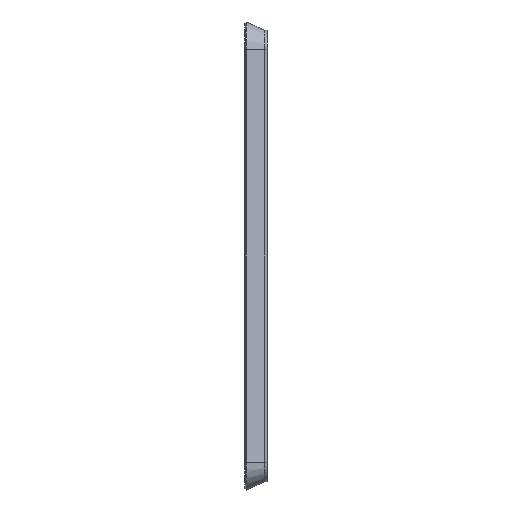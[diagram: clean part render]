
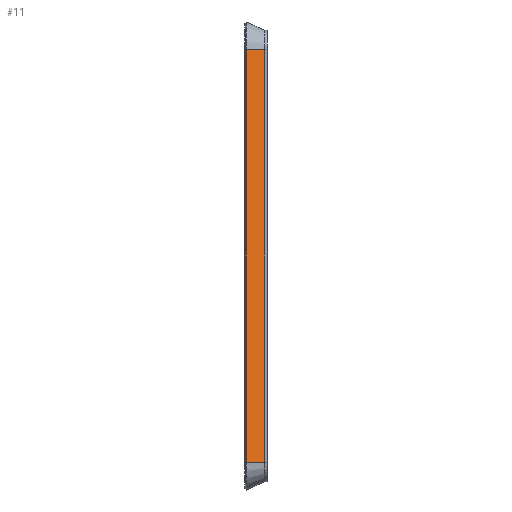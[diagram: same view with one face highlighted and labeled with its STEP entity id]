
A CAD part, left-side view. The second image highlights one B-rep face of the part: STEP entity #11.
In plain terms, the highlighted face is planar.
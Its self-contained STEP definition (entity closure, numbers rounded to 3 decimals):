
#9 = VERTEX_POINT ( 'NONE', #1973 ) ;
#11 = ADVANCED_FACE ( 'NONE', ( #322 ), #1940, .T. ) ;
#133 = VECTOR ( 'NONE', #1162, 1000. ) ;
#160 = CARTESIAN_POINT ( 'NONE',  ( 259.5, 2.5, 193. ) ) ;
#232 = EDGE_LOOP ( 'NONE', ( #450, #306, #1430, #526 ) ) ;
#287 = CARTESIAN_POINT ( 'NONE',  ( 267.248, 19.484, 193. ) ) ;
#306 = ORIENTED_EDGE ( 'NONE', *, *, #1547, .F. ) ;
#320 = DIRECTION ( 'NONE',  ( -0.415, -0.91, 0. ) ) ;
#322 = FACE_OUTER_BOUND ( 'NONE', #232, .T. ) ;
#450 = ORIENTED_EDGE ( 'NONE', *, *, #1522, .T. ) ;
#486 = LINE ( 'NONE', #1596, #505 ) ;
#505 = VECTOR ( 'NONE', #2323, 1000. ) ;
#526 = ORIENTED_EDGE ( 'NONE', *, *, #635, .T. ) ;
#538 = DIRECTION ( 'NONE',  ( 0., 0., -1. ) ) ;
#635 = EDGE_CURVE ( 'NONE', #640, #738, #1933, .T. ) ;
#640 = VERTEX_POINT ( 'NONE', #795 ) ;
#738 = VERTEX_POINT ( 'NONE', #160 ) ;
#795 = CARTESIAN_POINT ( 'NONE',  ( 267.248, 19.484, 193. ) ) ;
#880 = CARTESIAN_POINT ( 'NONE',  ( 267.248, 19.484, -193. ) ) ;
#892 = LINE ( 'NONE', #880, #1194 ) ;
#1023 = DIRECTION ( 'NONE',  ( 0.91, -0.415, 0. ) ) ;
#1064 = LINE ( 'NONE', #2158, #2341 ) ;
#1162 = DIRECTION ( 'NONE',  ( -0.415, -0.91, 0. ) ) ;
#1167 = AXIS2_PLACEMENT_3D ( 'NONE', #287, #1023, #2193 ) ;
#1194 = VECTOR ( 'NONE', #320, 1000. ) ;
#1430 = ORIENTED_EDGE ( 'NONE', *, *, #1953, .F. ) ;
#1435 = VERTEX_POINT ( 'NONE', #1733 ) ;
#1522 = EDGE_CURVE ( 'NONE', #738, #9, #1064, .T. ) ;
#1547 = EDGE_CURVE ( 'NONE', #1435, #9, #892, .T. ) ;
#1596 = CARTESIAN_POINT ( 'NONE',  ( 267.248, 19.484, 193. ) ) ;
#1733 = CARTESIAN_POINT ( 'NONE',  ( 267.248, 19.484, -193. ) ) ;
#1920 = CARTESIAN_POINT ( 'NONE',  ( 267.248, 19.484, 193. ) ) ;
#1933 = LINE ( 'NONE', #1920, #133 ) ;
#1940 = PLANE ( 'NONE',  #1167 ) ;
#1953 = EDGE_CURVE ( 'NONE', #640, #1435, #486, .T. ) ;
#1973 = CARTESIAN_POINT ( 'NONE',  ( 259.5, 2.5, -193. ) ) ;
#2158 = CARTESIAN_POINT ( 'NONE',  ( 259.5, 2.5, 193. ) ) ;
#2193 = DIRECTION ( 'NONE',  ( 0.415, 0.91, 0. ) ) ;
#2323 = DIRECTION ( 'NONE',  ( 0., 0., -1. ) ) ;
#2341 = VECTOR ( 'NONE', #538, 1000. ) ;
